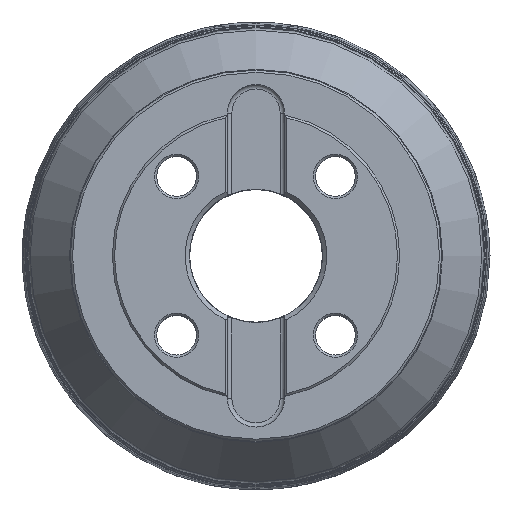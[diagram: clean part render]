
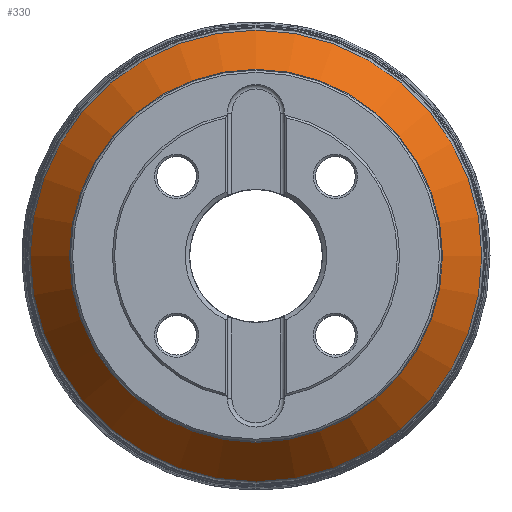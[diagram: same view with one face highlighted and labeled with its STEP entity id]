
A CAD part, top view. The second image highlights one B-rep face of the part: STEP entity #330.
In plain terms, the highlighted conical face has half-angle 36.132 degrees and reference radius 84 mm.
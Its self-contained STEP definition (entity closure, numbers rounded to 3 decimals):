
#169=CONICAL_SURFACE('',#2453,84.,36.132);
#330=ADVANCED_FACE('',(#1011,#1012),#169,.T.);
#759=CIRCLE('',#2451,84.385);
#760=CIRCLE('',#2452,102.143);
#1011=FACE_BOUND('',#1301,.T.);
#1012=FACE_BOUND('',#1302,.T.);
#1301=EDGE_LOOP('',(#1617));
#1302=EDGE_LOOP('',(#1618));
#1617=ORIENTED_EDGE('',*,*,#2209,.T.);
#1618=ORIENTED_EDGE('',*,*,#2210,.T.);
#2007=VERTEX_POINT('',#4175);
#2008=VERTEX_POINT('',#4177);
#2209=EDGE_CURVE('',#2007,#2007,#759,.T.);
#2210=EDGE_CURVE('',#2008,#2008,#760,.T.);
#2451=AXIS2_PLACEMENT_3D('',#4174,#2874,#2875);
#2452=AXIS2_PLACEMENT_3D('',#4176,#2876,#2877);
#2453=AXIS2_PLACEMENT_3D('',#4178,#2878,#2879);
#2874=DIRECTION('',(0.,0.,-1.));
#2875=DIRECTION('',(-1.,0.,0.));
#2876=DIRECTION('',(0.,0.,1.));
#2877=DIRECTION('',(1.,0.,0.));
#2878=DIRECTION('',(0.,0.,-1.));
#2879=DIRECTION('',(-1.,0.,0.));
#4174=CARTESIAN_POINT('',(0.,0.,-15.527));
#4175=CARTESIAN_POINT('',(-84.385,0.,-15.527));
#4176=CARTESIAN_POINT('',(0.,0.,-39.85));
#4177=CARTESIAN_POINT('',(102.143,0.,-39.85));
#4178=CARTESIAN_POINT('',(0.,0.,-15.));
